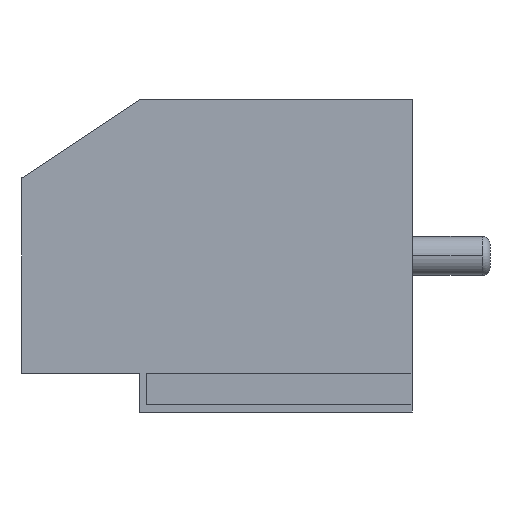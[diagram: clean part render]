
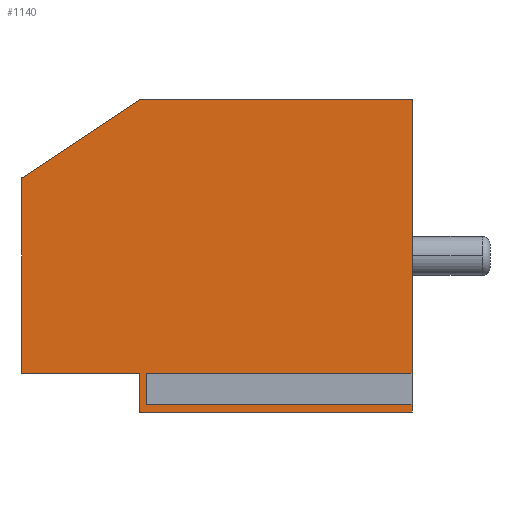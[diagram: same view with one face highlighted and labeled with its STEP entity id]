
A CAD part, left-side view. The second image highlights one B-rep face of the part: STEP entity #1140.
In plain terms, the highlighted planar face has unit normal (-1, 0, 0).
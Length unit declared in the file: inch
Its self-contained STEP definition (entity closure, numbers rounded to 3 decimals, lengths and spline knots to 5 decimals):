
#15 = ORIENTED_EDGE ( 'NONE', *, *, #190, .T. ) ;
#164 = DIRECTION ( 'NONE',  ( 0., 1., 0. ) ) ;
#190 = EDGE_CURVE ( 'NONE', #5613, #1078, #2175, .T. ) ;
#211 = CARTESIAN_POINT ( 'NONE',  ( -0.29528, 0., -0.15748 ) ) ;
#263 = ORIENTED_EDGE ( 'NONE', *, *, #1975, .F. ) ;
#563 = CARTESIAN_POINT ( 'NONE',  ( -0.29528, 0.27559, -0.15748 ) ) ;
#604 = CARTESIAN_POINT ( 'NONE',  ( -0.29528, 0.3937, -0.11811 ) ) ;
#643 = VERTEX_POINT ( 'NONE', #6386 ) ;
#698 = DIRECTION ( 'NONE',  ( 0., 0., 1. ) ) ;
#732 = VERTEX_POINT ( 'NONE', #5484 ) ;
#907 = EDGE_CURVE ( 'NONE', #2595, #643, #6183, .T. ) ;
#914 = CARTESIAN_POINT ( 'NONE',  ( -0.29528, 0., 0. ) ) ;
#998 = LINE ( 'NONE', #604, #5435 ) ;
#1078 = VERTEX_POINT ( 'NONE', #2328 ) ;
#1085 = CARTESIAN_POINT ( 'NONE',  ( -0.29528, 0.27559, -0.11811 ) ) ;
#1107 = VERTEX_POINT ( 'NONE', #2256 ) ;
#1137 = ORIENTED_EDGE ( 'NONE', *, *, #4944, .T. ) ;
#1140 = ADVANCED_FACE ( 'NONE', ( #1991 ), #3007, .F. ) ;
#1148 = LINE ( 'NONE', #563, #3115 ) ;
#1324 = CARTESIAN_POINT ( 'NONE',  ( -0.29528, 0.27559, -0.11811 ) ) ;
#1394 = VERTEX_POINT ( 'NONE', #1085 ) ;
#1450 = DIRECTION ( 'NONE',  ( 0., 1., 0. ) ) ;
#1469 = CARTESIAN_POINT ( 'NONE',  ( -0.29528, 0.09843, -0.12402 ) ) ;
#1520 = CARTESIAN_POINT ( 'NONE',  ( -0.29528, 0., 0. ) ) ;
#1614 = DIRECTION ( 'NONE',  ( 0., 0., -1. ) ) ;
#1659 = EDGE_CURVE ( 'NONE', #732, #1078, #998, .T. ) ;
#1693 = VECTOR ( 'NONE', #5307, 39.37008 ) ;
#1784 = CARTESIAN_POINT ( 'NONE',  ( -0.29528, 0.27559, 0.15748 ) ) ;
#1816 = CARTESIAN_POINT ( 'NONE',  ( -0.29528, 0.26772, -0.1437 ) ) ;
#1975 = EDGE_CURVE ( 'NONE', #1394, #732, #4415, .T. ) ;
#1991 = FACE_OUTER_BOUND ( 'NONE', #6359, .T. ) ;
#2175 = LINE ( 'NONE', #1784, #2594 ) ;
#2256 = CARTESIAN_POINT ( 'NONE',  ( -0.29528, 0., -0.1437 ) ) ;
#2328 = CARTESIAN_POINT ( 'NONE',  ( -0.29528, 0.3937, 0.07874 ) ) ;
#2338 = ORIENTED_EDGE ( 'NONE', *, *, #2668, .F. ) ;
#2342 = CARTESIAN_POINT ( 'NONE',  ( -0.29528, 0., 0.15748 ) ) ;
#2499 = EDGE_CURVE ( 'NONE', #5302, #5613, #5273, .T. ) ;
#2511 = CARTESIAN_POINT ( 'NONE',  ( -0.29528, 0.19685, 0. ) ) ;
#2531 = ORIENTED_EDGE ( 'NONE', *, *, #2654, .F. ) ;
#2594 = VECTOR ( 'NONE', #4166, 39.37008 ) ;
#2595 = VERTEX_POINT ( 'NONE', #1816 ) ;
#2639 = VECTOR ( 'NONE', #2657, 39.37008 ) ;
#2654 = EDGE_CURVE ( 'NONE', #3294, #4065, #5999, .T. ) ;
#2657 = DIRECTION ( 'NONE',  ( 0., 1., 0. ) ) ;
#2668 = EDGE_CURVE ( 'NONE', #1107, #3294, #3083, .T. ) ;
#2732 = AXIS2_PLACEMENT_3D ( 'NONE', #2511, #6010, #5981 ) ;
#2866 = ORIENTED_EDGE ( 'NONE', *, *, #2499, .T. ) ;
#2989 = DIRECTION ( 'NONE',  ( 0., 0., 1. ) ) ;
#3007 = PLANE ( 'NONE',  #2732 ) ;
#3012 = CARTESIAN_POINT ( 'NONE',  ( -0.29528, 0., 0.15748 ) ) ;
#3019 = ORIENTED_EDGE ( 'NONE', *, *, #907, .T. ) ;
#3083 = LINE ( 'NONE', #1520, #5667 ) ;
#3115 = VECTOR ( 'NONE', #3136, 39.37008 ) ;
#3136 = DIRECTION ( 'NONE',  ( 0., 0., 1. ) ) ;
#3294 = VERTEX_POINT ( 'NONE', #211 ) ;
#3452 = ORIENTED_EDGE ( 'NONE', *, *, #1659, .F. ) ;
#3611 = VECTOR ( 'NONE', #5441, 39.37008 ) ;
#3613 = CARTESIAN_POINT ( 'NONE',  ( -0.29528, 0.09843, -0.1437 ) ) ;
#3667 = EDGE_CURVE ( 'NONE', #1107, #2595, #4750, .T. ) ;
#3684 = ORIENTED_EDGE ( 'NONE', *, *, #3667, .T. ) ;
#3868 = EDGE_CURVE ( 'NONE', #5302, #4733, #5845, .T. ) ;
#3929 = ORIENTED_EDGE ( 'NONE', *, *, #4682, .F. ) ;
#4065 = VERTEX_POINT ( 'NONE', #5592 ) ;
#4166 = DIRECTION ( 'NONE',  ( 0., 0.832, -0.555 ) ) ;
#4415 = LINE ( 'NONE', #1324, #5135 ) ;
#4550 = VECTOR ( 'NONE', #6330, 39.37008 ) ;
#4565 = ORIENTED_EDGE ( 'NONE', *, *, #3868, .F. ) ;
#4682 = EDGE_CURVE ( 'NONE', #4065, #1394, #1148, .T. ) ;
#4733 = VERTEX_POINT ( 'NONE', #6140 ) ;
#4750 = LINE ( 'NONE', #3613, #6024 ) ;
#4944 = EDGE_CURVE ( 'NONE', #643, #4733, #4983, .T. ) ;
#4983 = LINE ( 'NONE', #1469, #3611 ) ;
#5135 = VECTOR ( 'NONE', #1450, 39.37008 ) ;
#5273 = LINE ( 'NONE', #2342, #1693 ) ;
#5302 = VERTEX_POINT ( 'NONE', #3012 ) ;
#5307 = DIRECTION ( 'NONE',  ( 0., 1., 0. ) ) ;
#5435 = VECTOR ( 'NONE', #2989, 39.37008 ) ;
#5441 = DIRECTION ( 'NONE',  ( 0., -1., 0. ) ) ;
#5484 = CARTESIAN_POINT ( 'NONE',  ( -0.29528, 0.3937, -0.11811 ) ) ;
#5592 = CARTESIAN_POINT ( 'NONE',  ( -0.29528, 0.27559, -0.15748 ) ) ;
#5613 = VERTEX_POINT ( 'NONE', #5938 ) ;
#5621 = VECTOR ( 'NONE', #698, 39.37008 ) ;
#5652 = CARTESIAN_POINT ( 'NONE',  ( -0.29528, 0.26772, -0.06693 ) ) ;
#5667 = VECTOR ( 'NONE', #1614, 39.37008 ) ;
#5845 = LINE ( 'NONE', #914, #4550 ) ;
#5938 = CARTESIAN_POINT ( 'NONE',  ( -0.29528, 0.27559, 0.15748 ) ) ;
#5981 = DIRECTION ( 'NONE',  ( 0., 1., 0. ) ) ;
#5999 = LINE ( 'NONE', #6092, #2639 ) ;
#6010 = DIRECTION ( 'NONE',  ( 1., 0., 0. ) ) ;
#6024 = VECTOR ( 'NONE', #164, 39.37008 ) ;
#6092 = CARTESIAN_POINT ( 'NONE',  ( -0.29528, 0., -0.15748 ) ) ;
#6140 = CARTESIAN_POINT ( 'NONE',  ( -0.29528, 0., -0.12402 ) ) ;
#6183 = LINE ( 'NONE', #5652, #5621 ) ;
#6330 = DIRECTION ( 'NONE',  ( 0., 0., -1. ) ) ;
#6359 = EDGE_LOOP ( 'NONE', ( #1137, #4565, #2866, #15, #3452, #263, #3929, #2531, #2338, #3684, #3019 ) ) ;
#6386 = CARTESIAN_POINT ( 'NONE',  ( -0.29528, 0.26772, -0.12402 ) ) ;
